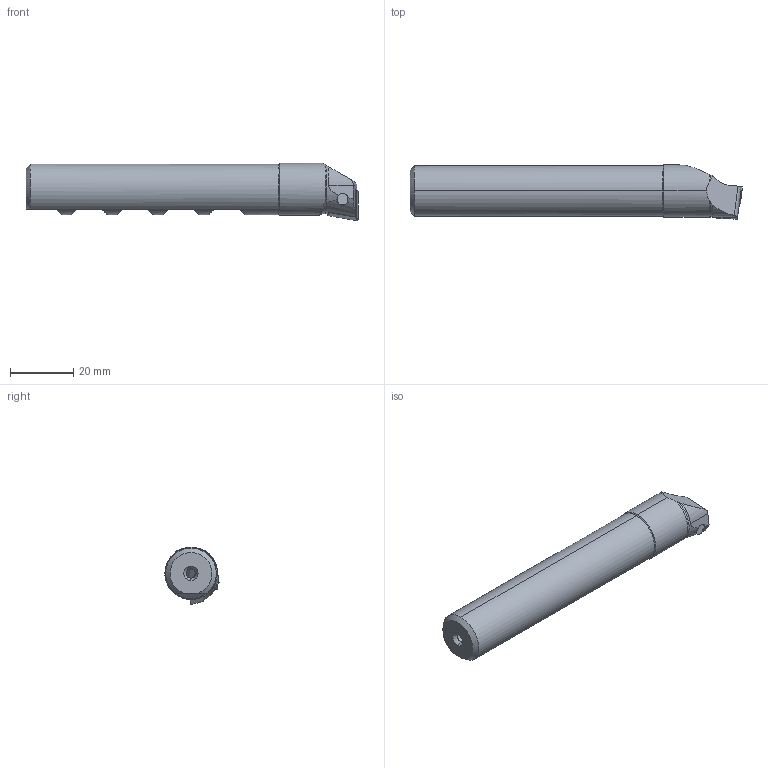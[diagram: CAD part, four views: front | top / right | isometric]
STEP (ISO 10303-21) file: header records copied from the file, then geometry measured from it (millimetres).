
FILE_DESCRIPTION (( 'STEP AP203' ), '1' );
FILE_NAME ('B20-WCB.K11.105.STEP', '2014-02-25T14:47:58', ( 'baer' ), ( 'Hewlett-Packard Company' ), 'SwSTEP 2.0', 'SolidWorks 2012', '' );
FILE_SCHEMA (( 'CONFIG_CONTROL_DESIGN' ));
Length unit declared in the file: millimetre
Products named in the file (4): B20-WCB.K11.105; WCB-ER2.001.009_A; CCMT09T304; B20-WCB.K11.105_A
Assembly tree (3 placements, depth 2):
  B20-WCB.K11.105
    B20-WCB.K11.105_A
    CCMT09T304
    WCB-ER2.001.009_A
Bounding box: 105 x 17.14 x 18.12 mm (x, y, z)
Volume: 18418 mm3; surface area: 6832.3 mm2
Topology: 3 solids, 3 shells, 146 faces, 388 edges, 237 vertices
Faces by surface type: plane 45, cylinder 41, cone 35, bspline 13, torus 10, sphere 2
Entity records: 5362 total; most frequent: CARTESIAN_POINT 1650, ORIENTED_EDGE 756, DIRECTION 630, EDGE_CURVE 378, AXIS2_PLACEMENT_3D 243, VERTEX_POINT 237, EDGE_LOOP 151, FACE_OUTER_BOUND 146
